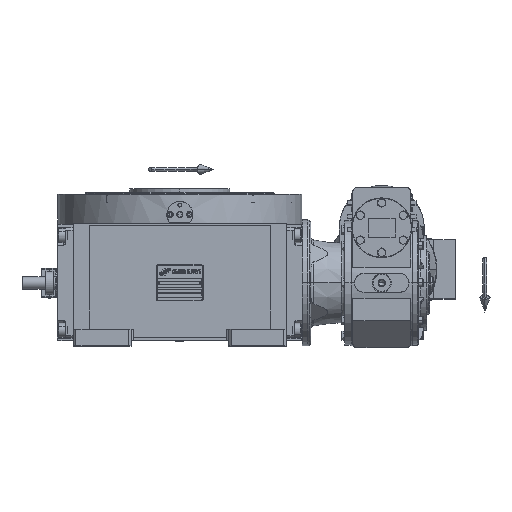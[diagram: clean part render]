
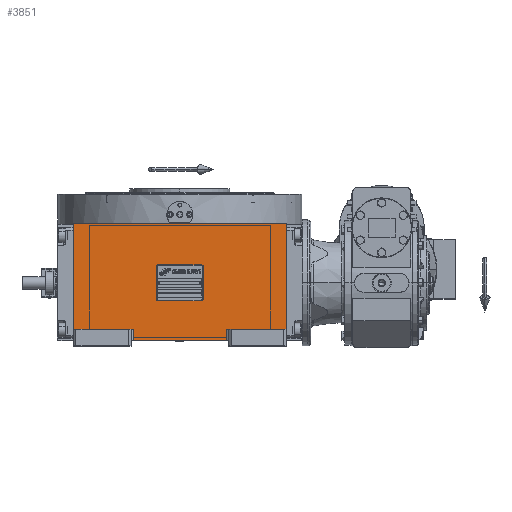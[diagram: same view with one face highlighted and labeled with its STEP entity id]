
A CAD part, top view. The second image highlights one B-rep face of the part: STEP entity #3851.
In plain terms, the highlighted planar face has unit normal (0, 0, 1).
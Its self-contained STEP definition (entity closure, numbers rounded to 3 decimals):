
#1833 = ORIENTED_EDGE ( 'NONE', *, *, #11316, .F. ) ;
#3851 = ADVANCED_FACE ( 'NONE', ( #27774 ), #66871, .T. ) ;
#4490 = EDGE_CURVE ( 'NONE', #65101, #102332, #91985, .T. ) ;
#6160 = CARTESIAN_POINT ( 'NONE',  ( -135., -59., 226. ) ) ;
#7953 = EDGE_CURVE ( 'NONE', #50257, #69621, #77734, .T. ) ;
#8325 = DIRECTION ( 'NONE',  ( 0., -1., 0. ) ) ;
#11316 = EDGE_CURVE ( 'NONE', #50257, #104429, #116742, .T. ) ;
#12586 = CARTESIAN_POINT ( 'NONE',  ( -59., -59., 226. ) ) ;
#12685 = EDGE_CURVE ( 'NONE', #69123, #22817, #26233, .T. ) ;
#13176 = EDGE_CURVE ( 'NONE', #69123, #65101, #33158, .T. ) ;
#17792 = CARTESIAN_POINT ( 'NONE',  ( -59., -73., 226. ) ) ;
#18119 = DIRECTION ( 'NONE',  ( 1., 0., 0. ) ) ;
#19052 = DIRECTION ( 'NONE',  ( 0., 1., 0. ) ) ;
#21877 = VECTOR ( 'NONE', #115612, 1000. ) ;
#22817 = VERTEX_POINT ( 'NONE', #12586 ) ;
#23377 = CARTESIAN_POINT ( 'NONE',  ( -135., 75., 226. ) ) ;
#23704 = DIRECTION ( 'NONE',  ( 1., 0., 0. ) ) ;
#26233 = LINE ( 'NONE', #92928, #78724 ) ;
#27774 = FACE_OUTER_BOUND ( 'NONE', #41165, .T. ) ;
#33158 = LINE ( 'NONE', #6160, #48170 ) ;
#35059 = DIRECTION ( 'NONE',  ( 0., 1., 0. ) ) ;
#37759 = CARTESIAN_POINT ( 'NONE',  ( 59., -59., 226. ) ) ;
#38324 = LINE ( 'NONE', #17792, #113008 ) ;
#40809 = LINE ( 'NONE', #120335, #82866 ) ;
#40933 = EDGE_CURVE ( 'NONE', #76805, #104429, #124832, .T. ) ;
#41165 = EDGE_LOOP ( 'NONE', ( #70690, #1833, #113763, #56279, #118191, #88434, #112204, #100579 ) ) ;
#41992 = DIRECTION ( 'NONE',  ( 1., 0., 0. ) ) ;
#46624 = CARTESIAN_POINT ( 'NONE',  ( -135., -59., 226. ) ) ;
#47633 = VECTOR ( 'NONE', #8325, 1000. ) ;
#48170 = VECTOR ( 'NONE', #35059, 1000. ) ;
#50257 = VERTEX_POINT ( 'NONE', #37759 ) ;
#52611 = VECTOR ( 'NONE', #41992, 1000. ) ;
#56279 = ORIENTED_EDGE ( 'NONE', *, *, #57473, .T. ) ;
#57473 = EDGE_CURVE ( 'NONE', #69621, #102332, #40809, .T. ) ;
#65101 = VERTEX_POINT ( 'NONE', #68622 ) ;
#65153 = DIRECTION ( 'NONE',  ( 1., 0., 0. ) ) ;
#66871 = PLANE ( 'NONE',  #105792 ) ;
#68622 = CARTESIAN_POINT ( 'NONE',  ( -135., 75., 226. ) ) ;
#69123 = VERTEX_POINT ( 'NONE', #46624 ) ;
#69621 = VERTEX_POINT ( 'NONE', #108016 ) ;
#70690 = ORIENTED_EDGE ( 'NONE', *, *, #40933, .T. ) ;
#75426 = CARTESIAN_POINT ( 'NONE',  ( -59., -73., 226. ) ) ;
#76805 = VERTEX_POINT ( 'NONE', #101867 ) ;
#77123 = DIRECTION ( 'NONE',  ( 0., 0., 1. ) ) ;
#77734 = LINE ( 'NONE', #117521, #21877 ) ;
#78724 = VECTOR ( 'NONE', #23704, 1000. ) ;
#82866 = VECTOR ( 'NONE', #119060, 1000. ) ;
#86588 = CARTESIAN_POINT ( 'NONE',  ( 59., -59., 226. ) ) ;
#88434 = ORIENTED_EDGE ( 'NONE', *, *, #13176, .F. ) ;
#91985 = LINE ( 'NONE', #23377, #52611 ) ;
#92928 = CARTESIAN_POINT ( 'NONE',  ( -135., -59., 226. ) ) ;
#94143 = EDGE_CURVE ( 'NONE', #76805, #22817, #38324, .T. ) ;
#96934 = CARTESIAN_POINT ( 'NONE',  ( 135., 75., 226. ) ) ;
#98891 = VECTOR ( 'NONE', #65153, 1000. ) ;
#100579 = ORIENTED_EDGE ( 'NONE', *, *, #94143, .F. ) ;
#101867 = CARTESIAN_POINT ( 'NONE',  ( -59., -73., 226. ) ) ;
#102332 = VERTEX_POINT ( 'NONE', #96934 ) ;
#104429 = VERTEX_POINT ( 'NONE', #112523 ) ;
#105792 = AXIS2_PLACEMENT_3D ( 'NONE', #106014, #77123, #18119 ) ;
#106014 = CARTESIAN_POINT ( 'NONE',  ( -135., -73., 226. ) ) ;
#108016 = CARTESIAN_POINT ( 'NONE',  ( 135., -59., 226. ) ) ;
#112204 = ORIENTED_EDGE ( 'NONE', *, *, #12685, .T. ) ;
#112523 = CARTESIAN_POINT ( 'NONE',  ( 59., -73., 226. ) ) ;
#113008 = VECTOR ( 'NONE', #19052, 1000. ) ;
#113763 = ORIENTED_EDGE ( 'NONE', *, *, #7953, .T. ) ;
#115612 = DIRECTION ( 'NONE',  ( 1., 0., 0. ) ) ;
#116742 = LINE ( 'NONE', #86588, #47633 ) ;
#117521 = CARTESIAN_POINT ( 'NONE',  ( 59., -59., 226. ) ) ;
#118191 = ORIENTED_EDGE ( 'NONE', *, *, #4490, .F. ) ;
#119060 = DIRECTION ( 'NONE',  ( 0., 1., 0. ) ) ;
#120335 = CARTESIAN_POINT ( 'NONE',  ( 135., -59., 226. ) ) ;
#124832 = LINE ( 'NONE', #75426, #98891 ) ;
